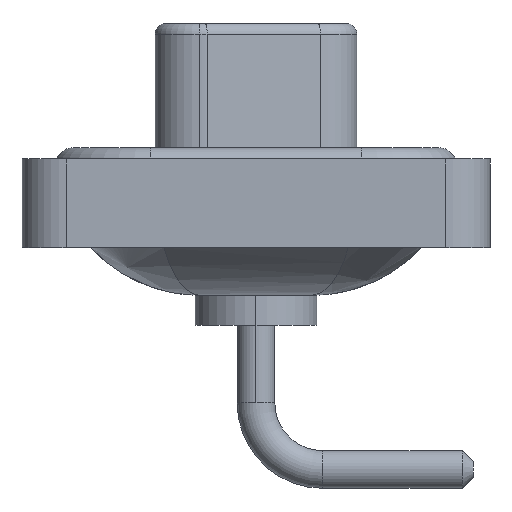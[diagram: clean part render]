
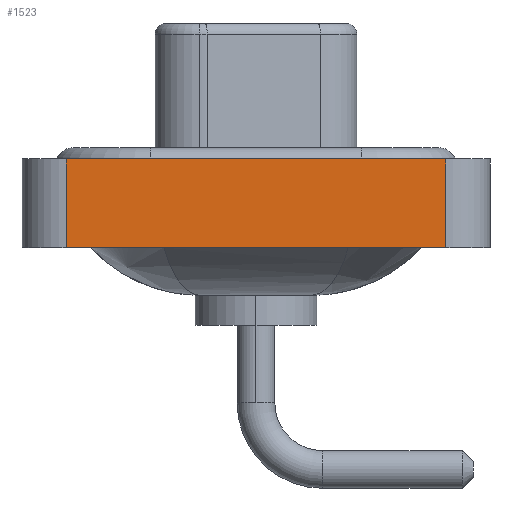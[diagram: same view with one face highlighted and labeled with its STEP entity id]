
A CAD part, left-side view. The second image highlights one B-rep face of the part: STEP entity #1523.
In plain terms, the highlighted planar face has unit normal (-1, 0, 0).
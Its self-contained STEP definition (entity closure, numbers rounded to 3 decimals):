
#85 = EDGE_CURVE ( 'NONE', #12052, #12428, #2567, .T. ) ;
#748 = VECTOR ( 'NONE', #10689, 1000. ) ;
#828 = ORIENTED_EDGE ( 'NONE', *, *, #85, .F. ) ;
#965 = EDGE_LOOP ( 'NONE', ( #8799, #11262, #828, #11614 ) ) ;
#1523 = ADVANCED_FACE ( 'NONE', ( #15201 ), #15976, .T. ) ;
#2481 = DIRECTION ( 'NONE',  ( 0., 0., 1. ) ) ;
#2567 = LINE ( 'NONE', #4152, #4060 ) ;
#2595 = CARTESIAN_POINT ( 'NONE',  ( -7.3, 8.55, 0.4 ) ) ;
#4060 = VECTOR ( 'NONE', #14291, 1000. ) ;
#4152 = CARTESIAN_POINT ( 'NONE',  ( -7.3, 8.55, -3.6 ) ) ;
#4508 = DIRECTION ( 'NONE',  ( -1., 0., 0. ) ) ;
#4595 = CARTESIAN_POINT ( 'NONE',  ( -7.3, -8.55, -3.6 ) ) ;
#5886 = CARTESIAN_POINT ( 'NONE',  ( -7.3, -8.55, 0.4 ) ) ;
#7459 = LINE ( 'NONE', #13766, #14337 ) ;
#7839 = VERTEX_POINT ( 'NONE', #5886 ) ;
#8011 = VERTEX_POINT ( 'NONE', #15507 ) ;
#8224 = LINE ( 'NONE', #9411, #8547 ) ;
#8402 = CARTESIAN_POINT ( 'NONE',  ( -7.3, -8.55, -3.6 ) ) ;
#8547 = VECTOR ( 'NONE', #12275, 1000. ) ;
#8799 = ORIENTED_EDGE ( 'NONE', *, *, #13774, .T. ) ;
#9411 = CARTESIAN_POINT ( 'NONE',  ( -7.3, -8.55, 0.4 ) ) ;
#10479 = EDGE_CURVE ( 'NONE', #12052, #8011, #7459, .T. ) ;
#10689 = DIRECTION ( 'NONE',  ( 0., 0., 1. ) ) ;
#11262 = ORIENTED_EDGE ( 'NONE', *, *, #15673, .F. ) ;
#11614 = ORIENTED_EDGE ( 'NONE', *, *, #10479, .T. ) ;
#12052 = VERTEX_POINT ( 'NONE', #13433 ) ;
#12275 = DIRECTION ( 'NONE',  ( 0., -1., 0. ) ) ;
#12428 = VERTEX_POINT ( 'NONE', #2595 ) ;
#13402 = AXIS2_PLACEMENT_3D ( 'NONE', #4595, #4508, #2481 ) ;
#13433 = CARTESIAN_POINT ( 'NONE',  ( -7.3, 8.55, -3.6 ) ) ;
#13696 = DIRECTION ( 'NONE',  ( 0., -1., 0. ) ) ;
#13766 = CARTESIAN_POINT ( 'NONE',  ( -7.3, -8.55, -3.6 ) ) ;
#13774 = EDGE_CURVE ( 'NONE', #8011, #7839, #15793, .T. ) ;
#14291 = DIRECTION ( 'NONE',  ( 0., 0., 1. ) ) ;
#14337 = VECTOR ( 'NONE', #13696, 1000. ) ;
#15201 = FACE_OUTER_BOUND ( 'NONE', #965, .T. ) ;
#15507 = CARTESIAN_POINT ( 'NONE',  ( -7.3, -8.55, -3.6 ) ) ;
#15673 = EDGE_CURVE ( 'NONE', #12428, #7839, #8224, .T. ) ;
#15793 = LINE ( 'NONE', #8402, #748 ) ;
#15976 = PLANE ( 'NONE',  #13402 ) ;
